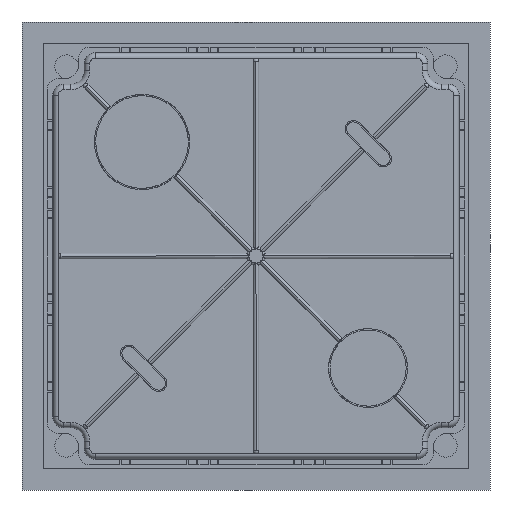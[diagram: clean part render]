
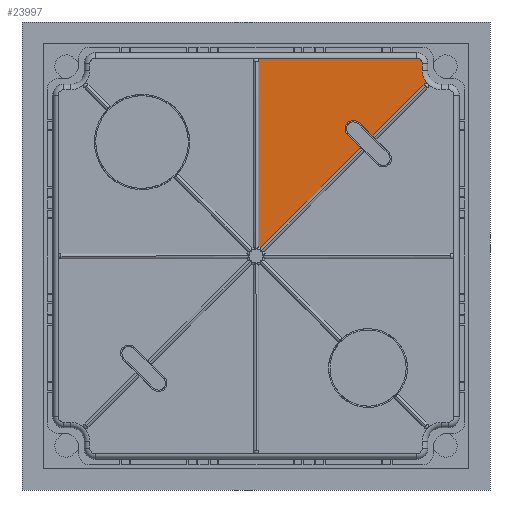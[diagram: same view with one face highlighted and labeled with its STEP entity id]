
A CAD part, front view. The second image highlights one B-rep face of the part: STEP entity #23997.
In plain terms, the highlighted planar face has unit normal (0, -1, 0).
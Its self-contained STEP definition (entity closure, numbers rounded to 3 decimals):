
#238 = AXIS2_PLACEMENT_3D ( 'NONE', #6991, #27249, #9930 ) ;
#956 = CIRCLE ( 'NONE', #238, 2. ) ;
#1001 = AXIS2_PLACEMENT_3D ( 'NONE', #2425, #22656, #5315 ) ;
#1769 = CARTESIAN_POINT ( 'NONE',  ( 61.386, 0., 62.8 ) ) ;
#1860 = CARTESIAN_POINT ( 'NONE',  ( 33.411, 0., 44.371 ) ) ;
#1984 = CARTESIAN_POINT ( 'NONE',  ( 35.532, 0., 49.492 ) ) ;
#1990 = VERTEX_POINT ( 'NONE', #34608 ) ;
#2259 = DIRECTION ( 'NONE',  ( 0., 0., 1. ) ) ;
#2425 = CARTESIAN_POINT ( 'NONE',  ( 62.093, 0., 62.093 ) ) ;
#2685 = ORIENTED_EDGE ( 'NONE', *, *, #32573, .F. ) ;
#2890 = EDGE_CURVE ( 'NONE', #1990, #8098, #36044, .T. ) ;
#3763 = DIRECTION ( 'NONE',  ( 0., -1., 0. ) ) ;
#4165 = ORIENTED_EDGE ( 'NONE', *, *, #18153, .F. ) ;
#4463 = VERTEX_POINT ( 'NONE', #13369 ) ;
#4756 = CARTESIAN_POINT ( 'NONE',  ( 62.8, 0., 62.8 ) ) ;
#4864 = CARTESIAN_POINT ( 'NONE',  ( 36.68, 0., 49.264 ) ) ;
#5018 = DIRECTION ( 'NONE',  ( -0.707, 0., -0.707 ) ) ;
#5315 = DIRECTION ( 'NONE',  ( 0., 0., -1. ) ) ;
#5994 = CARTESIAN_POINT ( 'NONE',  ( 60.75, 0., 67.75 ) ) ;
#5996 = CARTESIAN_POINT ( 'NONE',  ( 1., 0., 71.25 ) ) ;
#6272 = DIRECTION ( 'NONE',  ( 0., -1., 0. ) ) ;
#6521 = CARTESIAN_POINT ( 'NONE',  ( 39.598, 0., 38.184 ) ) ;
#6991 = CARTESIAN_POINT ( 'NONE',  ( 58.75, 0., 70.25 ) ) ;
#7128 = CARTESIAN_POINT ( 'NONE',  ( 1., 0., 71.25 ) ) ;
#7646 = CARTESIAN_POINT ( 'NONE',  ( 32.532, 0., 45.895 ) ) ;
#7776 = CIRCLE ( 'NONE', #1001, 1. ) ;
#7783 = CARTESIAN_POINT ( 'NONE',  ( 37.653, 0., 48.614 ) ) ;
#7999 = ORIENTED_EDGE ( 'NONE', *, *, #12236, .T. ) ;
#8098 = VERTEX_POINT ( 'NONE', #16064 ) ;
#8521 = DIRECTION ( 'NONE',  ( 0., 0., 1. ) ) ;
#8579 = VECTOR ( 'NONE', #33342, 1000. ) ;
#9317 = CARTESIAN_POINT ( 'NONE',  ( 37.653, 0., 48.614 ) ) ;
#9445 = VERTEX_POINT ( 'NONE', #34933 ) ;
#9930 = DIRECTION ( 'NONE',  ( 0., 0., 1. ) ) ;
#10311 = PLANE ( 'NONE',  #25073 ) ;
#10337 = EDGE_CURVE ( 'NONE', #34086, #26748, #27339, .T. ) ;
#10585 = CARTESIAN_POINT ( 'NONE',  ( 32.532, 0., 47.088 ) ) ;
#11123 = ORIENTED_EDGE ( 'NONE', *, *, #20678, .F. ) ;
#12236 = EDGE_CURVE ( 'NONE', #24839, #34086, #956, .T. ) ;
#13227 = CARTESIAN_POINT ( 'NONE',  ( 0., 0., 0. ) ) ;
#13293 = EDGE_CURVE ( 'NONE', #32454, #9445, #22668, .T. ) ;
#13369 = CARTESIAN_POINT ( 'NONE',  ( 1.665, 0., 3.079 ) ) ;
#13472 = CARTESIAN_POINT ( 'NONE',  ( 32.989, 0., 48.191 ) ) ;
#14082 = VERTEX_POINT ( 'NONE', #4756 ) ;
#14217 = VERTEX_POINT ( 'NONE', #5996 ) ;
#14610 = CARTESIAN_POINT ( 'NONE',  ( 0., 0., 72.25 ) ) ;
#14797 = AXIS2_PLACEMENT_3D ( 'NONE', #21082, #3763, #23984 ) ;
#16064 = CARTESIAN_POINT ( 'NONE',  ( 38.184, 0., 39.598 ) ) ;
#16130 = DIRECTION ( 'NONE',  ( 0., 1., 0. ) ) ;
#16403 = CARTESIAN_POINT ( 'NONE',  ( 33.832, 0., 49.035 ) ) ;
#16522 = AXIS2_PLACEMENT_3D ( 'NONE', #36767, #19597, #2259 ) ;
#18153 = EDGE_CURVE ( 'NONE', #14217, #26748, #22725, .T. ) ;
#18211 = EDGE_CURVE ( 'NONE', #4463, #20420, #25852, .T. ) ;
#19187 = EDGE_CURVE ( 'NONE', #14082, #32454, #7776, .T. ) ;
#19199 = CARTESIAN_POINT ( 'NONE',  ( 32.989, 0., 44.793 ) ) ;
#19300 = ORIENTED_EDGE ( 'NONE', *, *, #2890, .F. ) ;
#19321 = CARTESIAN_POINT ( 'NONE',  ( 34.935, 0., 49.492 ) ) ;
#19357 = ORIENTED_EDGE ( 'NONE', *, *, #18211, .F. ) ;
#19594 = CARTESIAN_POINT ( 'NONE',  ( 1.665, 0., 3.079 ) ) ;
#19597 = DIRECTION ( 'NONE',  ( 0., 1., 0. ) ) ;
#19665 = VECTOR ( 'NONE', #36991, 1000. ) ;
#19668 = LINE ( 'NONE', #7128, #33165 ) ;
#20151 = EDGE_CURVE ( 'NONE', #1990, #32813, #22636, .T. ) ;
#20420 = VERTEX_POINT ( 'NONE', #29111 ) ;
#20619 = CARTESIAN_POINT ( 'NONE',  ( 60.75, 0., 70.25 ) ) ;
#20678 = EDGE_CURVE ( 'NONE', #9445, #32813, #23960, .T. ) ;
#20769 = VECTOR ( 'NONE', #29768, 1000. ) ;
#20957 = ORIENTED_EDGE ( 'NONE', *, *, #37114, .T. ) ;
#21082 = CARTESIAN_POINT ( 'NONE',  ( 0., 0., 0. ) ) ;
#21206 = ORIENTED_EDGE ( 'NONE', *, *, #10337, .T. ) ;
#21721 = ORIENTED_EDGE ( 'NONE', *, *, #23953, .F. ) ;
#21807 = CARTESIAN_POINT ( 'NONE',  ( 43.841, 0., 42.426 ) ) ;
#22208 = CARTESIAN_POINT ( 'NONE',  ( 36.128, 0., 49.492 ) ) ;
#22636 = B_SPLINE_CURVE_WITH_KNOTS ( 'NONE', 2,
 ( #1860, #19199, #24965, #7646, #27879, #10585, #30757, #13472, #33632, #16403, #36489, #19321, #1984, #22208, #4864, #25089, #7783 ),
 .UNSPECIFIED., .F., .F.,
 ( 3, 2, 2, 2, 2, 2, 2, 2, 3 ),
 ( 0., 0.125, 0.25, 0.375, 0.5, 0.625, 0.75, 0.875, 1. ),
 .UNSPECIFIED. ) ;
#22656 = DIRECTION ( 'NONE',  ( 0., -1., 0. ) ) ;
#22668 = LINE ( 'NONE', #23303, #37004 ) ;
#22725 = CIRCLE ( 'NONE', #34817, 1. ) ;
#22850 = CIRCLE ( 'NONE', #16522, 7. ) ;
#23303 = CARTESIAN_POINT ( 'NONE',  ( 1.665, 0., 3.079 ) ) ;
#23623 = CARTESIAN_POINT ( 'NONE',  ( 0., 0., 71.25 ) ) ;
#23953 = EDGE_CURVE ( 'NONE', #20420, #14217, #19668, .T. ) ;
#23960 = LINE ( 'NONE', #21807, #8579 ) ;
#23984 = DIRECTION ( 'NONE',  ( 0., 0., -1. ) ) ;
#23997 = ADVANCED_FACE ( 'NONE', ( #24612 ), #10311, .F. ) ;
#24583 = DIRECTION ( 'NONE',  ( 0., 0., 1. ) ) ;
#24612 = FACE_OUTER_BOUND ( 'NONE', #25105, .T. ) ;
#24839 = VERTEX_POINT ( 'NONE', #20619 ) ;
#24906 = ORIENTED_EDGE ( 'NONE', *, *, #13293, .F. ) ;
#24965 = CARTESIAN_POINT ( 'NONE',  ( 32.76, 0., 45.344 ) ) ;
#25073 = AXIS2_PLACEMENT_3D ( 'NONE', #13227, #16130, #36239 ) ;
#25089 = CARTESIAN_POINT ( 'NONE',  ( 37.231, 0., 49.036 ) ) ;
#25105 = EDGE_LOOP ( 'NONE', ( #11123, #24906, #25606, #32881, #20957, #7999, #21206, #4165, #21721, #19357, #2685, #19300, #34454 ) ) ;
#25606 = ORIENTED_EDGE ( 'NONE', *, *, #19187, .F. ) ;
#25756 = VECTOR ( 'NONE', #5018, 1000. ) ;
#25852 = CIRCLE ( 'NONE', #14797, 3.5 ) ;
#26498 = DIRECTION ( 'NONE',  ( 0., 0., -1. ) ) ;
#26748 = VERTEX_POINT ( 'NONE', #14610 ) ;
#27249 = DIRECTION ( 'NONE',  ( 0., -1., 0. ) ) ;
#27339 = LINE ( 'NONE', #37122, #19665 ) ;
#27779 = VECTOR ( 'NONE', #8521, 1000. ) ;
#27879 = CARTESIAN_POINT ( 'NONE',  ( 32.532, 0., 46.492 ) ) ;
#29098 = VERTEX_POINT ( 'NONE', #5994 ) ;
#29111 = CARTESIAN_POINT ( 'NONE',  ( 1., 0., 3.354 ) ) ;
#29768 = DIRECTION ( 'NONE',  ( 0.707, 0., -0.707 ) ) ;
#30757 = CARTESIAN_POINT ( 'NONE',  ( 32.76, 0., 47.64 ) ) ;
#31475 = CARTESIAN_POINT ( 'NONE',  ( 60.75, 0., 0. ) ) ;
#32454 = VERTEX_POINT ( 'NONE', #1769 ) ;
#32573 = EDGE_CURVE ( 'NONE', #8098, #4463, #33399, .T. ) ;
#32813 = VERTEX_POINT ( 'NONE', #9317 ) ;
#32881 = ORIENTED_EDGE ( 'NONE', *, *, #36528, .T. ) ;
#33165 = VECTOR ( 'NONE', #24583, 1000. ) ;
#33342 = DIRECTION ( 'NONE',  ( -0.707, 0., 0.707 ) ) ;
#33399 = LINE ( 'NONE', #19594, #25756 ) ;
#33548 = CARTESIAN_POINT ( 'NONE',  ( 58.75, 0., 72.25 ) ) ;
#33632 = CARTESIAN_POINT ( 'NONE',  ( 33.411, 0., 48.614 ) ) ;
#34086 = VERTEX_POINT ( 'NONE', #33548 ) ;
#34454 = ORIENTED_EDGE ( 'NONE', *, *, #20151, .T. ) ;
#34608 = CARTESIAN_POINT ( 'NONE',  ( 33.411, 0., 44.371 ) ) ;
#34817 = AXIS2_PLACEMENT_3D ( 'NONE', #23623, #6272, #26498 ) ;
#34842 = DIRECTION ( 'NONE',  ( -0.707, 0., -0.707 ) ) ;
#34933 = CARTESIAN_POINT ( 'NONE',  ( 42.426, 0., 43.841 ) ) ;
#35381 = LINE ( 'NONE', #31475, #27779 ) ;
#36044 = LINE ( 'NONE', #6521, #20769 ) ;
#36239 = DIRECTION ( 'NONE',  ( 0., 0., 1. ) ) ;
#36489 = CARTESIAN_POINT ( 'NONE',  ( 34.384, 0., 49.264 ) ) ;
#36528 = EDGE_CURVE ( 'NONE', #14082, #29098, #22850, .T. ) ;
#36767 = CARTESIAN_POINT ( 'NONE',  ( 67.75, 0., 67.75 ) ) ;
#36991 = DIRECTION ( 'NONE',  ( -1., 0., 0. ) ) ;
#37004 = VECTOR ( 'NONE', #34842, 1000. ) ;
#37114 = EDGE_CURVE ( 'NONE', #29098, #24839, #35381, .T. ) ;
#37122 = CARTESIAN_POINT ( 'NONE',  ( 0., 0., 72.25 ) ) ;
